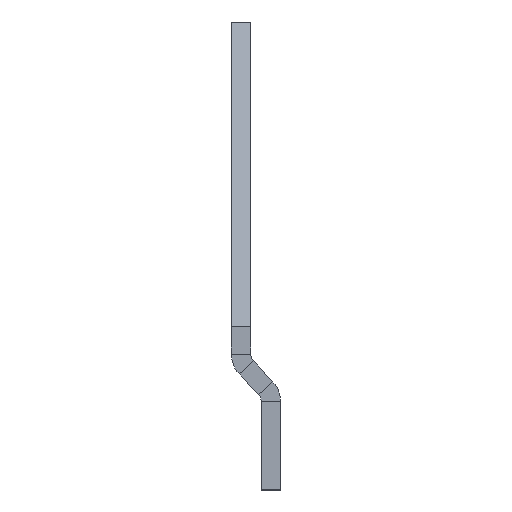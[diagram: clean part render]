
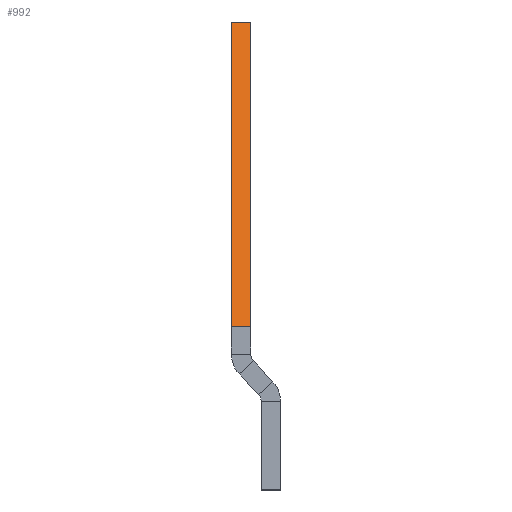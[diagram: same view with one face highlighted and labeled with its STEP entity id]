
A CAD part, front view. The second image highlights one B-rep face of the part: STEP entity #992.
In plain terms, the highlighted planar face has unit normal (0, -0.94, 0.342).
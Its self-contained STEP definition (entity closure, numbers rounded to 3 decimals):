
#979=AXIS2_PLACEMENT_3D('Plane Axis2P3D',#976,#977,#978) ;
#138=CARTESIAN_POINT('Vertex',(2.,11.501,48.6)) ;
#141=CARTESIAN_POINT('Line Origine',(2.,5.751,32.8)) ;
#145=CARTESIAN_POINT('Vertex',(2.,0.,17.)) ;
#575=CARTESIAN_POINT('Vertex',(0.,0.,17.)) ;
#578=CARTESIAN_POINT('Line Origine',(0.,5.751,32.8)) ;
#582=CARTESIAN_POINT('Vertex',(0.,11.501,48.6)) ;
#964=CARTESIAN_POINT('Line Origine',(1.,11.501,48.6)) ;
#976=CARTESIAN_POINT('Axis2P3D Location',(2.,5.751,32.8)) ;
#981=CARTESIAN_POINT('Line Origine',(1.,0.,17.)) ;
#142=DIRECTION('Vector Direction',(0.,-0.342,-0.94)) ;
#579=DIRECTION('Vector Direction',(0.,-0.342,-0.94)) ;
#965=DIRECTION('Vector Direction',(-1.,0.,0.)) ;
#977=DIRECTION('Axis2P3D Direction',(0.,0.94,-0.342)) ;
#978=DIRECTION('Axis2P3D XDirection',(0.,-0.342,-0.94)) ;
#982=DIRECTION('Vector Direction',(-1.,0.,0.)) ;
#143=VECTOR('Line Direction',#142,1.) ;
#580=VECTOR('Line Direction',#579,1.) ;
#966=VECTOR('Line Direction',#965,1.) ;
#983=VECTOR('Line Direction',#982,1.) ;
#987=ORIENTED_EDGE('',*,*,#968,.T.) ;
#988=ORIENTED_EDGE('',*,*,#584,.T.) ;
#989=ORIENTED_EDGE('',*,*,#985,.F.) ;
#990=ORIENTED_EDGE('',*,*,#147,.F.) ;
#992=ADVANCED_FACE('Hauptkoerper',(#991),#980,.F.) ;
#147=EDGE_CURVE('',#139,#146,#144,.T.) ;
#584=EDGE_CURVE('',#583,#576,#581,.T.) ;
#968=EDGE_CURVE('',#139,#583,#967,.T.) ;
#985=EDGE_CURVE('',#146,#576,#984,.T.) ;
#986=EDGE_LOOP('',(#987,#988,#989,#990)) ;
#991=FACE_OUTER_BOUND('',#986,.T.) ;
#144=LINE('Line',#141,#143) ;
#581=LINE('Line',#578,#580) ;
#967=LINE('Line',#964,#966) ;
#984=LINE('Line',#981,#983) ;
#980=PLANE('',#979) ;
#139=VERTEX_POINT('',#138) ;
#146=VERTEX_POINT('',#145) ;
#576=VERTEX_POINT('',#575) ;
#583=VERTEX_POINT('',#582) ;
